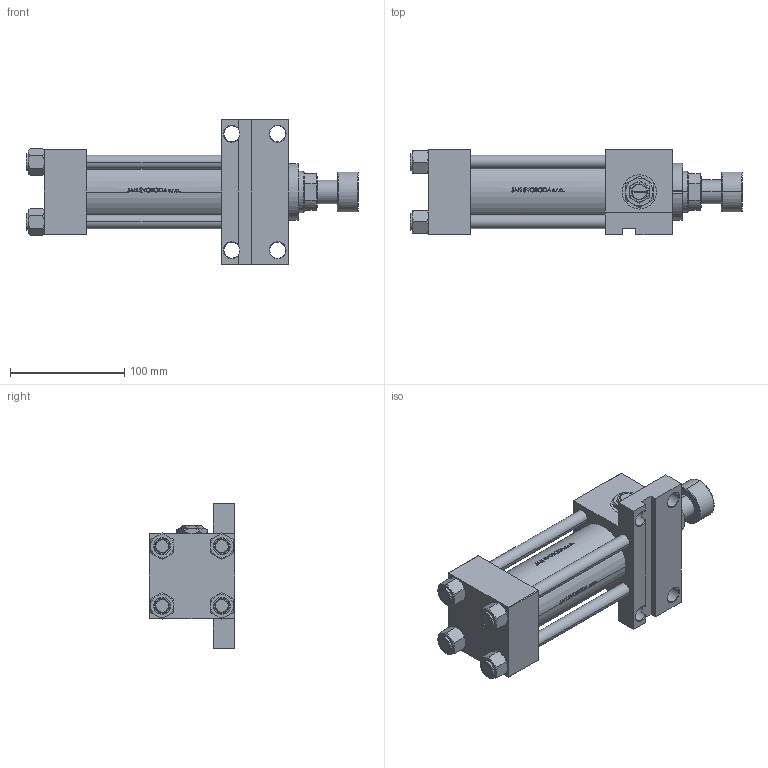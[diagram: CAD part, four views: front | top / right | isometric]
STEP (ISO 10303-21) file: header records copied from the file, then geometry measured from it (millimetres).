
FILE_DESCRIPTION (( 'STEP AP203' ), '1' );
FILE_NAME ('e9f8.STEP', '2022-04-16T03:36:43', ( '' ), ( '' ), 'SwSTEP 2.0', 'SolidWorks 2019', '' );
FILE_SCHEMA (( 'CONFIG_CONTROL_DESIGN' ));
Length unit declared in the file: millimetre
Products named in the file (8): V215_VC_A 196f5cc0ea79e3db4e598853b2859b38; V215CR_VCP_F 196f5cc0ea79e3db4e598853b2859b38; Zatka_pro_OIL_PORT 196f5cc0ea79e3db4e598853b2859b38; V215CR_F_TYCINKA 196f5cc0ea79e3db4e598853b2859b38; V215CR_F_Body 196f5cc0ea79e3db4e598853b2859b38; e9f8; V215CR_ROD_END_F 196f5cc0ea79e3db4e598853b2859b38; NUT_M5_F 196f5cc0ea79e3db4e598853b2859b38
Assembly tree (13 placements, depth 2):
  e9f8
    V215CR_F_Body 196f5cc0ea79e3db4e598853b2859b38
    V215CR_VCP_F 196f5cc0ea79e3db4e598853b2859b38
    V215CR_F_TYCINKA 196f5cc0ea79e3db4e598853b2859b38  x4
    NUT_M5_F 196f5cc0ea79e3db4e598853b2859b38  x4
    V215_VC_A 196f5cc0ea79e3db4e598853b2859b38
    V215CR_ROD_END_F 196f5cc0ea79e3db4e598853b2859b38
    Zatka_pro_OIL_PORT 196f5cc0ea79e3db4e598853b2859b38
Bounding box: 291 x 75 x 127 mm (x, y, z)
Volume: 869582.3 mm3; surface area: 207865.7 mm2
Topology: 13 solids, 13 shells, 1177 faces, 2968 edges, 1903 vertices
Faces by surface type: plane 467, bspline 380, cone 174, cylinder 144, torus 12
Entity records: 50577 total; most frequent: CARTESIAN_POINT 26718, ORIENTED_EDGE 5428, DIRECTION 3474, EDGE_CURVE 2714, VERTEX_POINT 1759, LINE 1370, VECTOR 1370, EDGE_LOOP 1165
